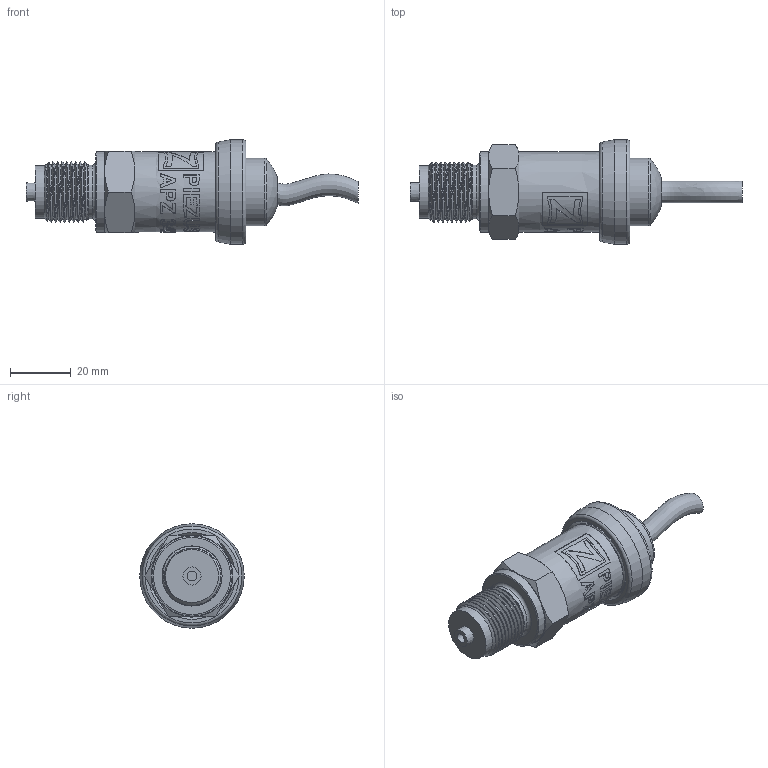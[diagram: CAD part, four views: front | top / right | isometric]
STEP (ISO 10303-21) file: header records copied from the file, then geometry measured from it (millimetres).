
FILE_DESCRIPTION(/* description */ (''),/* implementation_level */ '2;1');
FILE_NAME(/* name */ 'APZ3421_M20x1,5EN_StainlessSteelCableGland.step',/* time_stamp */ '2021-06-23T15:50:16+03:00',/* author */ (''),/* organization */ (''),/* preprocessor_version */ 'ST-DEVELOPER v18.1',/* originating_system */ 'Autodesk Translation Framework v10.9.0.1377',/* authorisation */ '');
FILE_SCHEMA (('AUTOMOTIVE_DESIGN { 1 0 10303 214 3 1 1 }'));
Length unit declared in the file: millimetre
Products named in the file (4): APZ3421_M20x1,5EN_StainlessSteelCableGland; M20x1,5 EN; Stainless steel cable gland assembly v3; wire
Assembly tree (3 placements, depth 3):
  APZ3421_M20x1,5EN_StainlessSteelCableGland
    M20x1,5 EN
    Stainless steel cable gland assembly v3
      wire
Bounding box: 109.73 x 34.5 x 34.5 mm (x, y, z)
Volume: 40958.8 mm3; surface area: 11316.9 mm2
Topology: 2 solids, 2 shells, 356 faces, 976 edges, 649 vertices
Faces by surface type: bspline 232, cone 51, cylinder 39, plane 25, torus 8, sphere 1
Full cylindrical faces by diameter (mm): 7.2 x1, 17.8 x1, 18.137 x8, 19.85 x7, 22.3 x1, 24.5 x1, 25.132 x4, 25.526 x1, 27.208 x3, 27.7 x1, 34.5 x1
Entity records: 29829 total; most frequent: CARTESIAN_POINT 22101, ORIENTED_EDGE 1952, EDGE_CURVE 976, DIRECTION 956, VERTEX_POINT 649, B_SPLINE_CURVE_WITH_KNOTS 418, EDGE_LOOP 383, LINE 372
